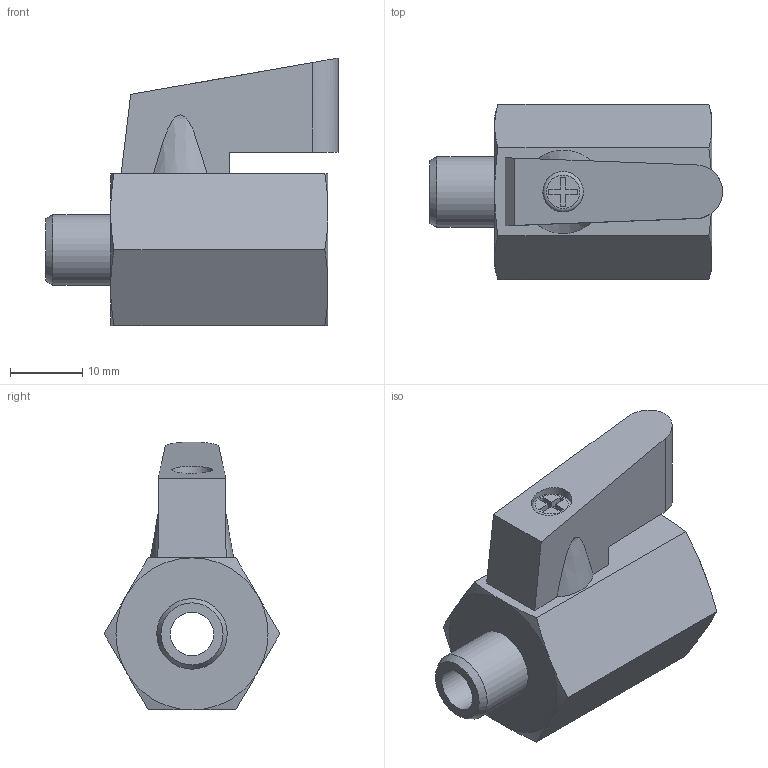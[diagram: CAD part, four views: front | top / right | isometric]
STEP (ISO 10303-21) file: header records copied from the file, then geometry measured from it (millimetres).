
FILE_DESCRIPTION(( 'MV.25.00.18N.STP' ), '1');
FILE_NAME( 'MV.25.00.18N.STP', '2018-10-04T16:39:13',( 'Sopra'),('sopra-pneumatic.com'), 'SwSTEP 2.0','SolidWorks 2009','' );
FILE_SCHEMA (('AUTOMOTIVE_DESIGN { 1 0 10303 214 1 1 1 1 }'));
Length unit declared in the file: millimetre
Products named in the file (4): Root; ROTATIONSTEIL_0; Schraube; Griff
Assembly tree (3 placements, depth 3):
  Root
    ROTATIONSTEIL_0
      Schraube
      Griff
Bounding box: 40.45 x 24.25 x 37 mm (x, y, z)
Volume: 12777.5 mm3; surface area: 6041.1 mm2
Topology: 3 solids, 3 shells, 66 faces, 150 edges, 101 vertices
Faces by surface type: plane 39, cone 17, cylinder 9, torus 1
Full cylindrical faces by diameter (mm): 2.5 x1, 2.8 x1, 5.6 x2, 6 x1, 7.8 x1, 8.566 x1, 9.728 x1
Entity records: 3182 total; most frequent: DIRECTION 338, CARTESIAN_POINT 301, PRESENTATION_STYLE_ASSIGNMENT 269, COLOUR_RGB 269, DRAUGHTING_PRE_DEFINED_CURVE_FONT 266, CURVE_STYLE 266, OVER_RIDING_STYLED_ITEM 266, ORIENTED_EDGE 266
